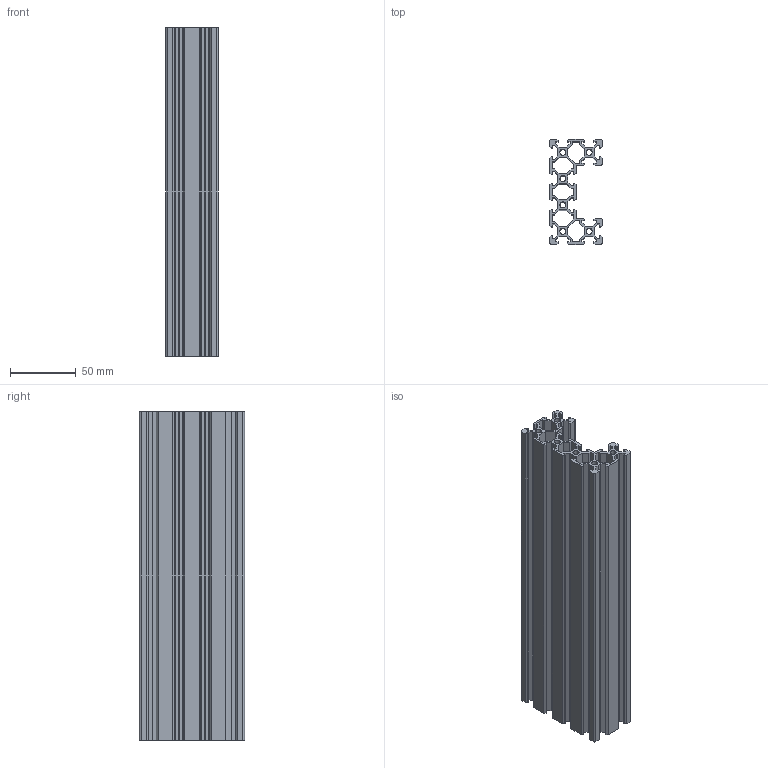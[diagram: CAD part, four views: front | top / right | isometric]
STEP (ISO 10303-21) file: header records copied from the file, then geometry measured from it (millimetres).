
FILE_DESCRIPTION (( 'STEP AP203' ), '1' );
FILE_NAME ('C-Beam 40x80x250 Linear Rail.step', '2015-07-29T19:33:17', ( '' ), ( '' ), 'SwSTEP 2.0', 'SolidWorks 2014', '' );
FILE_SCHEMA (( 'CONFIG_CONTROL_DESIGN' ));
Length unit declared in the file: millimetre
Products named in the file (1): C-Beam 40x80x250 Linear Rail
Bounding box: 40 x 80 x 250 mm (x, y, z)
Volume: 199781.3 mm3; surface area: 209712.4 mm2
Topology: 1 solids, 1 shells, 294 faces, 876 edges, 584 vertices
Faces by surface type: plane 276, cylinder 18
Entity records: 9817 total; most frequent: CARTESIAN_POINT 1755, ORIENTED_EDGE 1752, DIRECTION 1502, EDGE_CURVE 876, VECTOR 840, LINE 840, VERTEX_POINT 584, AXIS2_PLACEMENT_3D 331
